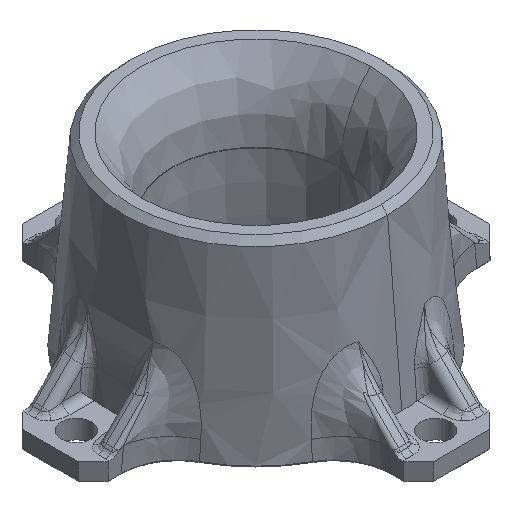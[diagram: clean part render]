
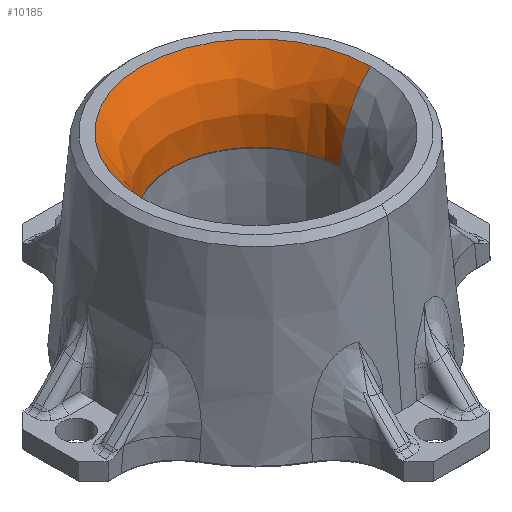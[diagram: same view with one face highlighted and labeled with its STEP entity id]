
A CAD part, isometric view. The second image highlights one B-rep face of the part: STEP entity #10185.
In plain terms, the highlighted free-form (B-spline) face has degree [3, 3] with [4, 4] control points.
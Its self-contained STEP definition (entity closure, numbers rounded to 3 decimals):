
#72 = CARTESIAN_POINT ( 'NONE',  ( -77.164, -9.9, -47.533 ) ) ;
#1416 = ORIENTED_EDGE ( 'NONE', *, *, #10426, .T. ) ;
#1464 = VERTEX_POINT ( 'NONE', #3648 ) ;
#1794 = CARTESIAN_POINT ( 'NONE',  ( -91.979, -9.9, -56.034 ) ) ;
#1841 = EDGE_LOOP ( 'NONE', ( #9318, #2497, #1416, #7835 ) ) ;
#2009 = CARTESIAN_POINT ( 'NONE',  ( -75.479, 17.1, -56.034 ) ) ;
#2281 = VERTEX_POINT ( 'NONE', #8487 ) ;
#2497 = ORIENTED_EDGE ( 'NONE', *, *, #7155, .T. ) ;
#2699 = DIRECTION ( 'NONE',  ( 0., -1., 0. ) ) ;
#3118 = CARTESIAN_POINT ( 'NONE',  ( -75.479, 17.1, -51.617 ) ) ;
#3180 = FACE_OUTER_BOUND ( 'NONE', #1841, .T. ) ;
#3239 = CARTESIAN_POINT ( 'NONE',  ( -48.479, -9.9, -51.617 ) ) ;
#3297 = CARTESIAN_POINT ( 'NONE',  ( -75.479, -9.9, -56.034 ) ) ;
#3648 = CARTESIAN_POINT ( 'NONE',  ( -48.479, -9.9, -56.034 ) ) ;
#3708 = CARTESIAN_POINT ( 'NONE',  ( -61.979, -9.9, -44.4 ) ) ;
#3869 = CIRCLE ( 'NONE', #5504, 13.5 ) ;
#3890 = AXIS2_PLACEMENT_3D ( 'NONE', #1794, #2699, #9499 ) ;
#4297 = CIRCLE ( 'NONE', #3890, 16.5 ) ;
#4963 =( BOUNDED_SURFACE ( )  B_SPLINE_SURFACE ( 3, 3, ( 
 ( #9970, #8100, #2009, #3297 ),
 ( #3239, #7180, #3118, #8034 ),
 ( #10154, #11135, #8948, #72 ),
 ( #11016, #12049, #11923, #10953 ) ),
 .UNSPECIFIED., .F., .F., .F. ) 
 B_SPLINE_SURFACE_WITH_KNOTS ( ( 4, 4 ),
 ( 4, 4 ),
 ( 0., 1. ),
 ( 0., 1. ),
 .UNSPECIFIED. ) 
 GEOMETRIC_REPRESENTATION_ITEM ( )  RATIONAL_B_SPLINE_SURFACE ( (
 ( 1., 0.333, 0.333, 1.),
 ( 0.95, 0.317, 0.317, 0.95),
 ( 0.95, 0.317, 0.317, 0.95),
 ( 1., 0.333, 0.333, 1.) ) ) 
 REPRESENTATION_ITEM ( '' )  SURFACE ( )  );
#5151 = DIRECTION ( 'NONE',  ( 1., 0., 0. ) ) ;
#5216 = CARTESIAN_POINT ( 'NONE',  ( -75.479, -9.9, -56.034 ) ) ;
#5504 = AXIS2_PLACEMENT_3D ( 'NONE', #9230, #9164, #5151 ) ;
#6023 = VERTEX_POINT ( 'NONE', #7810 ) ;
#6394 = AXIS2_PLACEMENT_3D ( 'NONE', #12789, #11817, #6893 ) ;
#6815 = DIRECTION ( 'NONE',  ( 1., 0., 0. ) ) ;
#6874 = EDGE_CURVE ( 'NONE', #6023, #2281, #10296, .T. ) ;
#6893 = DIRECTION ( 'NONE',  ( 1., 0., 0. ) ) ;
#7155 = EDGE_CURVE ( 'NONE', #11818, #1464, #3869, .T. ) ;
#7180 = CARTESIAN_POINT ( 'NONE',  ( -48.479, 17.1, -51.617 ) ) ;
#7609 = AXIS2_PLACEMENT_3D ( 'NONE', #3708, #8634, #6815 ) ;
#7810 = CARTESIAN_POINT ( 'NONE',  ( -43.679, -9.9, -44.4 ) ) ;
#7835 = ORIENTED_EDGE ( 'NONE', *, *, #6874, .T. ) ;
#8034 = CARTESIAN_POINT ( 'NONE',  ( -75.479, -9.9, -51.617 ) ) ;
#8100 = CARTESIAN_POINT ( 'NONE',  ( -48.479, 17.1, -56.034 ) ) ;
#8183 = EDGE_CURVE ( 'NONE', #11818, #2281, #4297, .T. ) ;
#8487 = CARTESIAN_POINT ( 'NONE',  ( -80.279, -9.9, -44.4 ) ) ;
#8634 = DIRECTION ( 'NONE',  ( 0., 0., 1. ) ) ;
#8948 = CARTESIAN_POINT ( 'NONE',  ( -77.164, 20.47, -47.533 ) ) ;
#9164 = DIRECTION ( 'NONE',  ( 0., 0., -1. ) ) ;
#9230 = CARTESIAN_POINT ( 'NONE',  ( -61.979, -9.9, -56.034 ) ) ;
#9318 = ORIENTED_EDGE ( 'NONE', *, *, #8183, .F. ) ;
#9499 = DIRECTION ( 'NONE',  ( -1., 0., 0. ) ) ;
#9970 = CARTESIAN_POINT ( 'NONE',  ( -48.479, -9.9, -56.034 ) ) ;
#10154 = CARTESIAN_POINT ( 'NONE',  ( -46.794, -9.9, -47.533 ) ) ;
#10185 = ADVANCED_FACE ( 'NONE', ( #3180 ), #4963, .T. ) ;
#10296 = CIRCLE ( 'NONE', #7609, 18.3 ) ;
#10426 = EDGE_CURVE ( 'NONE', #1464, #6023, #11360, .T. ) ;
#10953 = CARTESIAN_POINT ( 'NONE',  ( -80.279, -9.9, -44.4 ) ) ;
#11016 = CARTESIAN_POINT ( 'NONE',  ( -43.679, -9.9, -44.4 ) ) ;
#11135 = CARTESIAN_POINT ( 'NONE',  ( -46.794, 20.47, -47.533 ) ) ;
#11360 = CIRCLE ( 'NONE', #6394, 16.5 ) ;
#11817 = DIRECTION ( 'NONE',  ( 0., 1., 0. ) ) ;
#11818 = VERTEX_POINT ( 'NONE', #5216 ) ;
#11923 = CARTESIAN_POINT ( 'NONE',  ( -80.279, 26.7, -44.4 ) ) ;
#12049 = CARTESIAN_POINT ( 'NONE',  ( -43.679, 26.7, -44.4 ) ) ;
#12789 = CARTESIAN_POINT ( 'NONE',  ( -31.979, -9.9, -56.034 ) ) ;
